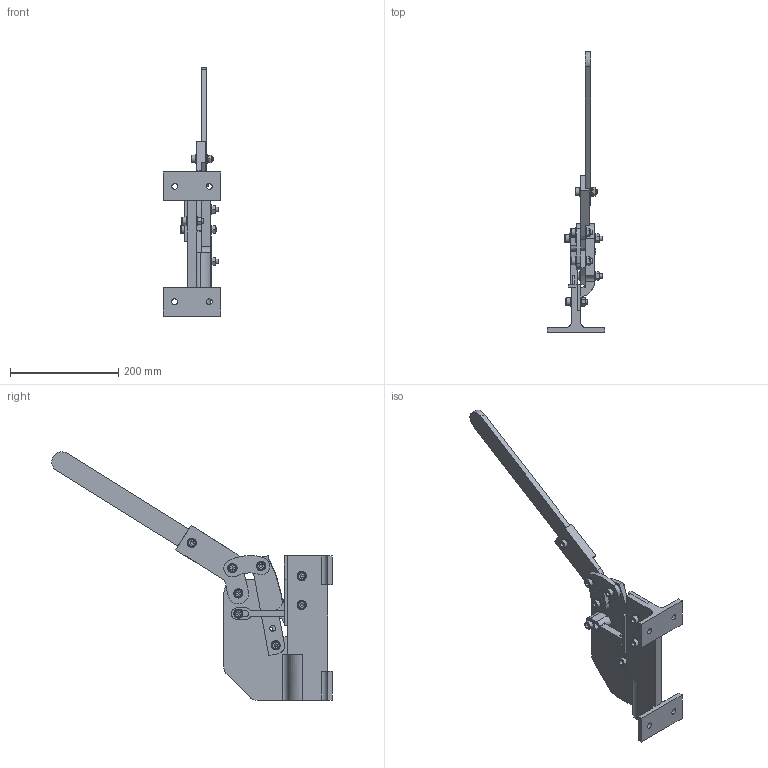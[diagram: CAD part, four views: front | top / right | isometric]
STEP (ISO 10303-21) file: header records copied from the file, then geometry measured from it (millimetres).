
FILE_DESCRIPTION(('FreeCAD Model'),'2;1');
FILE_NAME('Open CASCADE Shape Model','2025-05-09T05:23:15',('FreeCAD'),( 'FreeCAD'),'Open CASCADE STEP processor 7.6','FreeCAD','Unknown');
FILE_SCHEMA(('AUTOMOTIVE_DESIGN { 1 0 10303 214 1 1 1 1 }'));
Length unit declared in the file: millimetre
Products named in the file (1): Open CASCADE STEP translator 7.6 1
Bounding box: 106.4 x 517.53 x 458.11 mm (x, y, z)
Volume: 1164480.7 mm3; surface area: 265079.2 mm2
Topology: 39 solids, 39 shells, 658 faces, 1650 edges, 1091 vertices
Faces by surface type: bspline 658
Entity records: 21577 total; most frequent: CARTESIAN_POINT 11596, ORIENTED_EDGE 3284, EDGE_CURVE 1642, B_SPLINE_CURVE_WITH_KNOTS 1168, VERTEX_POINT 1091, FACE_BOUND 779, EDGE_LOOP 779, ADVANCED_FACE 658
